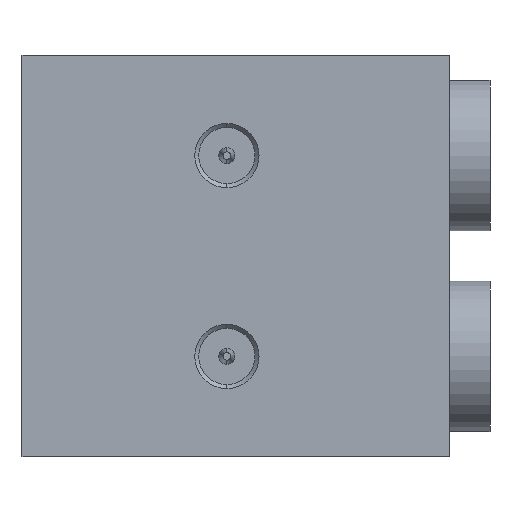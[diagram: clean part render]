
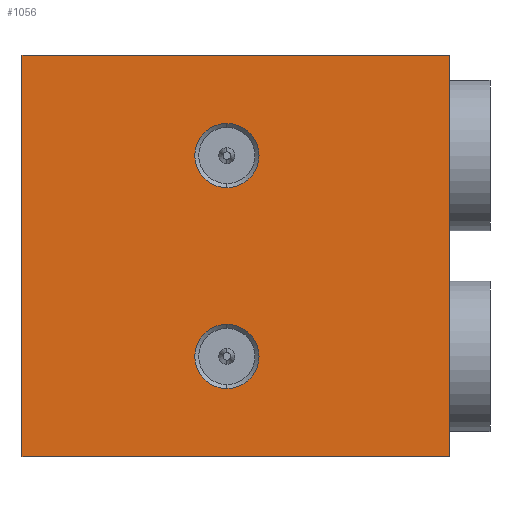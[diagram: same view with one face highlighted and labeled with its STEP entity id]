
A CAD part, front view. The second image highlights one B-rep face of the part: STEP entity #1056.
In plain terms, the highlighted planar face has unit normal (0, -1, 0).
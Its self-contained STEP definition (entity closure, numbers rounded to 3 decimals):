
#5 = VECTOR ( 'NONE', #1547, 1000. ) ;
#10 = LINE ( 'NONE', #1054, #2385 ) ;
#165 = DIRECTION ( 'NONE',  ( 0., 1., 0. ) ) ;
#291 = EDGE_LOOP ( 'NONE', ( #2570, #2864 ) ) ;
#329 = ORIENTED_EDGE ( 'NONE', *, *, #1076, .T. ) ;
#366 = ORIENTED_EDGE ( 'NONE', *, *, #1159, .T. ) ;
#508 = EDGE_LOOP ( 'NONE', ( #366, #3321 ) ) ;
#523 = DIRECTION ( 'NONE',  ( 0., 1., 0. ) ) ;
#548 = CIRCLE ( 'NONE', #1420, 0.8 ) ;
#556 = CARTESIAN_POINT ( 'NONE',  ( -0.225, 0., -3.3 ) ) ;
#603 = AXIS2_PLACEMENT_3D ( 'NONE', #2740, #165, #1737 ) ;
#680 = CARTESIAN_POINT ( 'NONE',  ( 5.325, 0., -5. ) ) ;
#686 = DIRECTION ( 'NONE',  ( 0., 1., 0. ) ) ;
#700 = CARTESIAN_POINT ( 'NONE',  ( 0., 0., 0. ) ) ;
#733 = EDGE_CURVE ( 'NONE', #1084, #1976, #10, .T. ) ;
#818 = CIRCLE ( 'NONE', #3193, 0.8 ) ;
#999 = LINE ( 'NONE', #1789, #5 ) ;
#1054 = CARTESIAN_POINT ( 'NONE',  ( 5.325, 0., 5. ) ) ;
#1056 = ADVANCED_FACE ( 'NONE', ( #1996, #3048, #2235 ), #1974, .F. ) ;
#1076 = EDGE_CURVE ( 'NONE', #1976, #2553, #1217, .T. ) ;
#1084 = VERTEX_POINT ( 'NONE', #2778 ) ;
#1093 = VECTOR ( 'NONE', #2027, 1000. ) ;
#1095 = CIRCLE ( 'NONE', #603, 0.8 ) ;
#1141 = EDGE_CURVE ( 'NONE', #1375, #2260, #548, .T. ) ;
#1159 = EDGE_CURVE ( 'NONE', #3347, #3355, #818, .T. ) ;
#1184 = DIRECTION ( 'NONE',  ( 0., 1., 0. ) ) ;
#1200 = CARTESIAN_POINT ( 'NONE',  ( -0.225, 0., 2.5 ) ) ;
#1217 = LINE ( 'NONE', #1711, #1093 ) ;
#1242 = DIRECTION ( 'NONE',  ( 0., 0., 1. ) ) ;
#1268 = AXIS2_PLACEMENT_3D ( 'NONE', #2599, #523, #1242 ) ;
#1375 = VERTEX_POINT ( 'NONE', #2676 ) ;
#1404 = ORIENTED_EDGE ( 'NONE', *, *, #3311, .F. ) ;
#1420 = AXIS2_PLACEMENT_3D ( 'NONE', #2043, #3101, #3345 ) ;
#1422 = AXIS2_PLACEMENT_3D ( 'NONE', #700, #686, #3028 ) ;
#1547 = DIRECTION ( 'NONE',  ( 0., 0., -1. ) ) ;
#1593 = EDGE_CURVE ( 'NONE', #3355, #3347, #1095, .T. ) ;
#1613 = CARTESIAN_POINT ( 'NONE',  ( -0.225, 0., 3.3 ) ) ;
#1711 = CARTESIAN_POINT ( 'NONE',  ( -5.325, 0., 5. ) ) ;
#1737 = DIRECTION ( 'NONE',  ( 0., 0., 1. ) ) ;
#1789 = CARTESIAN_POINT ( 'NONE',  ( 5.325, 0., 5. ) ) ;
#1809 = CARTESIAN_POINT ( 'NONE',  ( -0.225, 0., 1.7 ) ) ;
#1842 = CARTESIAN_POINT ( 'NONE',  ( -5.325, 0., -5. ) ) ;
#1974 = PLANE ( 'NONE',  #1422 ) ;
#1976 = VERTEX_POINT ( 'NONE', #2259 ) ;
#1996 = FACE_BOUND ( 'NONE', #291, .T. ) ;
#2027 = DIRECTION ( 'NONE',  ( 0., 0., -1. ) ) ;
#2043 = CARTESIAN_POINT ( 'NONE',  ( -0.225, 0., -2.5 ) ) ;
#2095 = EDGE_CURVE ( 'NONE', #1084, #2405, #999, .T. ) ;
#2104 = DIRECTION ( 'NONE',  ( -1., 0., 0. ) ) ;
#2109 = EDGE_CURVE ( 'NONE', #2260, #1375, #2203, .T. ) ;
#2203 = CIRCLE ( 'NONE', #1268, 0.8 ) ;
#2209 = VECTOR ( 'NONE', #2279, 1000. ) ;
#2221 = ORIENTED_EDGE ( 'NONE', *, *, #733, .T. ) ;
#2235 = FACE_OUTER_BOUND ( 'NONE', #2412, .T. ) ;
#2249 = DIRECTION ( 'NONE',  ( 0., 0., 1. ) ) ;
#2259 = CARTESIAN_POINT ( 'NONE',  ( -5.325, 0., 5. ) ) ;
#2260 = VERTEX_POINT ( 'NONE', #556 ) ;
#2279 = DIRECTION ( 'NONE',  ( -1., 0., 0. ) ) ;
#2328 = ORIENTED_EDGE ( 'NONE', *, *, #2095, .F. ) ;
#2385 = VECTOR ( 'NONE', #2104, 1000. ) ;
#2405 = VERTEX_POINT ( 'NONE', #2734 ) ;
#2412 = EDGE_LOOP ( 'NONE', ( #2328, #2221, #329, #1404 ) ) ;
#2553 = VERTEX_POINT ( 'NONE', #1842 ) ;
#2570 = ORIENTED_EDGE ( 'NONE', *, *, #2109, .T. ) ;
#2599 = CARTESIAN_POINT ( 'NONE',  ( -0.225, 0., -2.5 ) ) ;
#2676 = CARTESIAN_POINT ( 'NONE',  ( -0.225, 0., -1.7 ) ) ;
#2734 = CARTESIAN_POINT ( 'NONE',  ( 5.325, 0., -5. ) ) ;
#2740 = CARTESIAN_POINT ( 'NONE',  ( -0.225, 0., 2.5 ) ) ;
#2778 = CARTESIAN_POINT ( 'NONE',  ( 5.325, 0., 5. ) ) ;
#2864 = ORIENTED_EDGE ( 'NONE', *, *, #1141, .T. ) ;
#3028 = DIRECTION ( 'NONE',  ( 0., 0., 1. ) ) ;
#3043 = LINE ( 'NONE', #680, #2209 ) ;
#3048 = FACE_BOUND ( 'NONE', #508, .T. ) ;
#3101 = DIRECTION ( 'NONE',  ( 0., 1., 0. ) ) ;
#3193 = AXIS2_PLACEMENT_3D ( 'NONE', #1200, #1184, #2249 ) ;
#3311 = EDGE_CURVE ( 'NONE', #2405, #2553, #3043, .T. ) ;
#3321 = ORIENTED_EDGE ( 'NONE', *, *, #1593, .T. ) ;
#3345 = DIRECTION ( 'NONE',  ( 0., 0., 1. ) ) ;
#3347 = VERTEX_POINT ( 'NONE', #1809 ) ;
#3355 = VERTEX_POINT ( 'NONE', #1613 ) ;
